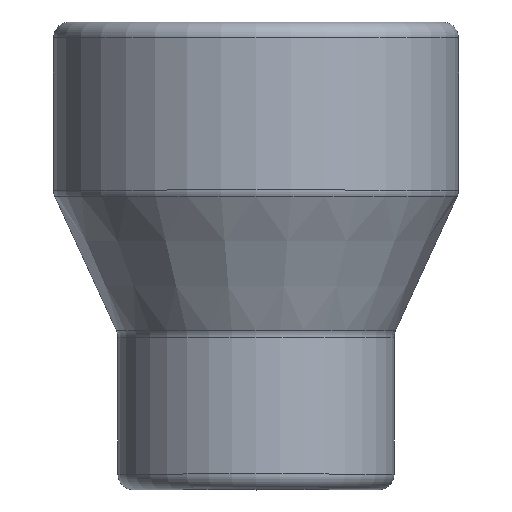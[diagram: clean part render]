
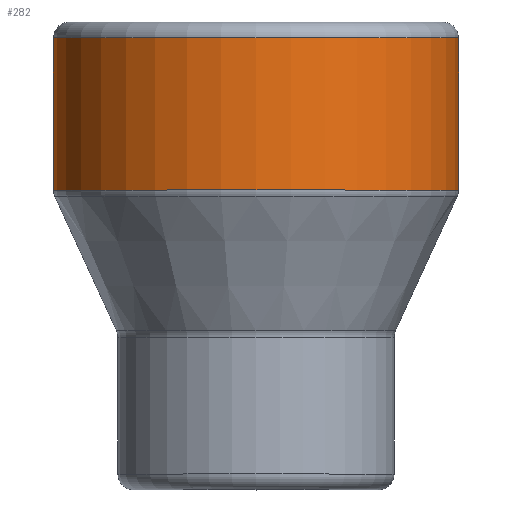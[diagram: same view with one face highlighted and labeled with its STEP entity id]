
A CAD part, top view. The second image highlights one B-rep face of the part: STEP entity #282.
In plain terms, the highlighted cylindrical face has radius 13 mm (diameter 26 mm), a partial arc.
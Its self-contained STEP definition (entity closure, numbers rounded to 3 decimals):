
#8 = VERTEX_POINT ( 'NONE', #226 ) ;
#29 = CARTESIAN_POINT ( 'NONE',  ( 0., 30., 0. ) ) ;
#40 = CIRCLE ( 'NONE', #693, 13. ) ;
#92 = ORIENTED_EDGE ( 'NONE', *, *, #573, .F. ) ;
#169 = AXIS2_PLACEMENT_3D ( 'NONE', #29, #494, #379 ) ;
#188 = AXIS2_PLACEMENT_3D ( 'NONE', #190, #561, #313 ) ;
#189 = CYLINDRICAL_SURFACE ( 'NONE', #169, 13. ) ;
#190 = CARTESIAN_POINT ( 'NONE',  ( 0., 19.219, 0. ) ) ;
#210 = CARTESIAN_POINT ( 'NONE',  ( 0., 29., 0. ) ) ;
#226 = CARTESIAN_POINT ( 'NONE',  ( -13., 19.219, 0. ) ) ;
#265 = CARTESIAN_POINT ( 'NONE',  ( -13., 29., 0. ) ) ;
#282 = ADVANCED_FACE ( 'NONE', ( #695 ), #189, .T. ) ;
#297 = EDGE_CURVE ( 'NONE', #8, #468, #531, .T. ) ;
#313 = DIRECTION ( 'NONE',  ( 1., 0., 0. ) ) ;
#335 = DIRECTION ( 'NONE',  ( 0., 1., 0. ) ) ;
#350 = LINE ( 'NONE', #405, #459 ) ;
#375 = VERTEX_POINT ( 'NONE', #265 ) ;
#379 = DIRECTION ( 'NONE',  ( -1., 0., 0. ) ) ;
#400 = EDGE_CURVE ( 'NONE', #492, #375, #40, .T. ) ;
#405 = CARTESIAN_POINT ( 'NONE',  ( 13., 30., 0. ) ) ;
#447 = CARTESIAN_POINT ( 'NONE',  ( 13., 19.219, 0. ) ) ;
#456 = CARTESIAN_POINT ( 'NONE',  ( -13., 30., 0. ) ) ;
#459 = VECTOR ( 'NONE', #335, 1000. ) ;
#468 = VERTEX_POINT ( 'NONE', #447 ) ;
#489 = ORIENTED_EDGE ( 'NONE', *, *, #297, .T. ) ;
#490 = EDGE_LOOP ( 'NONE', ( #489, #587, #639, #92 ) ) ;
#492 = VERTEX_POINT ( 'NONE', #510 ) ;
#494 = DIRECTION ( 'NONE',  ( 0., 1., 0. ) ) ;
#510 = CARTESIAN_POINT ( 'NONE',  ( 13., 29., 0. ) ) ;
#521 = EDGE_CURVE ( 'NONE', #468, #492, #350, .T. ) ;
#523 = DIRECTION ( 'NONE',  ( 0., 1., 0. ) ) ;
#531 = CIRCLE ( 'NONE', #188, 13. ) ;
#559 = VECTOR ( 'NONE', #523, 1000. ) ;
#561 = DIRECTION ( 'NONE',  ( 0., 1., 0. ) ) ;
#569 = DIRECTION ( 'NONE',  ( 1., 0., 0. ) ) ;
#572 = DIRECTION ( 'NONE',  ( 0., -1., 0. ) ) ;
#573 = EDGE_CURVE ( 'NONE', #8, #375, #575, .T. ) ;
#575 = LINE ( 'NONE', #456, #559 ) ;
#587 = ORIENTED_EDGE ( 'NONE', *, *, #521, .T. ) ;
#639 = ORIENTED_EDGE ( 'NONE', *, *, #400, .T. ) ;
#693 = AXIS2_PLACEMENT_3D ( 'NONE', #210, #572, #569 ) ;
#695 = FACE_OUTER_BOUND ( 'NONE', #490, .T. ) ;
